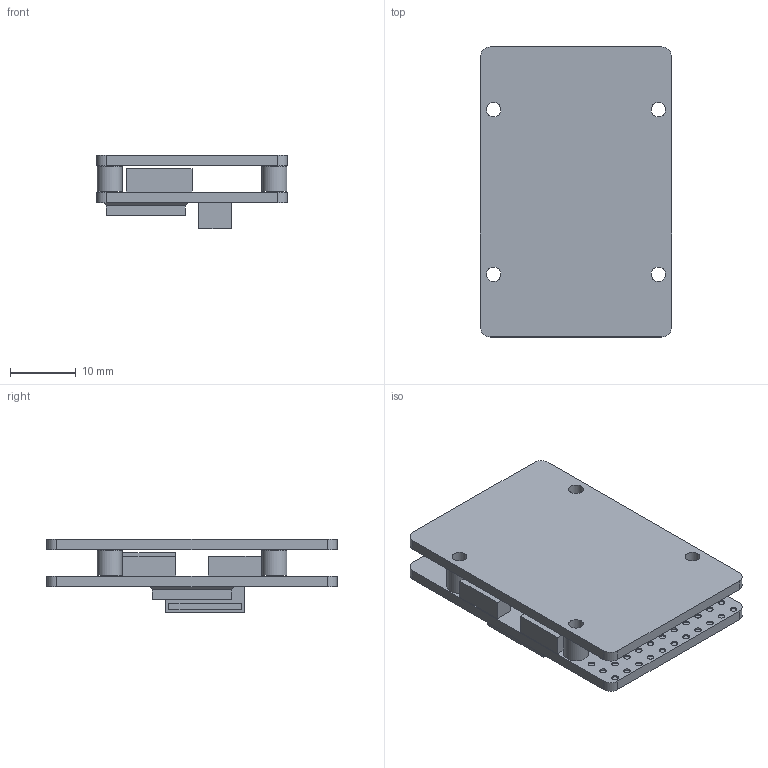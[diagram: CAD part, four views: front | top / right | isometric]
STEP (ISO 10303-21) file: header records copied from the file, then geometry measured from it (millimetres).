
FILE_DESCRIPTION(/* description */ (''),/* implementation_level */ '2;1');
FILE_NAME(/* name */ 'F405wse.step',/* time_stamp */ '2022-02-24T13:22:26+01:00',/* author */ (''),/* organization */ (''),/* preprocessor_version */ 'ST-DEVELOPER v18.1',/* originating_system */ 'Autodesk Translation Framework v10.13.0.1454',/* authorisation */ '');
FILE_SCHEMA (('AUTOMOTIVE_DESIGN { 1 0 10303 214 3 1 1 }'));
Length unit declared in the file: millimetre
Products named in the file (1): F405wse
Bounding box: 29 x 44 x 11.2 mm (x, y, z)
Volume: 5088.1 mm3; surface area: 6605.7 mm2
Topology: 6 solids, 6 shells, 330 faces, 590 edges, 392 vertices
Faces by surface type: plane 192, cylinder 138
Full cylindrical faces by diameter (mm): 1 x114, 2.2 x12, 3.8 x4
Entity records: 8365 total; most frequent: DIRECTION 1528, CARTESIAN_POINT 1313, ORIENTED_EDGE 1180, AXIS2_PLACEMENT_3D 607, EDGE_CURVE 590, EDGE_LOOP 474, VERTEX_POINT 392, FACE_OUTER_BOUND 330
